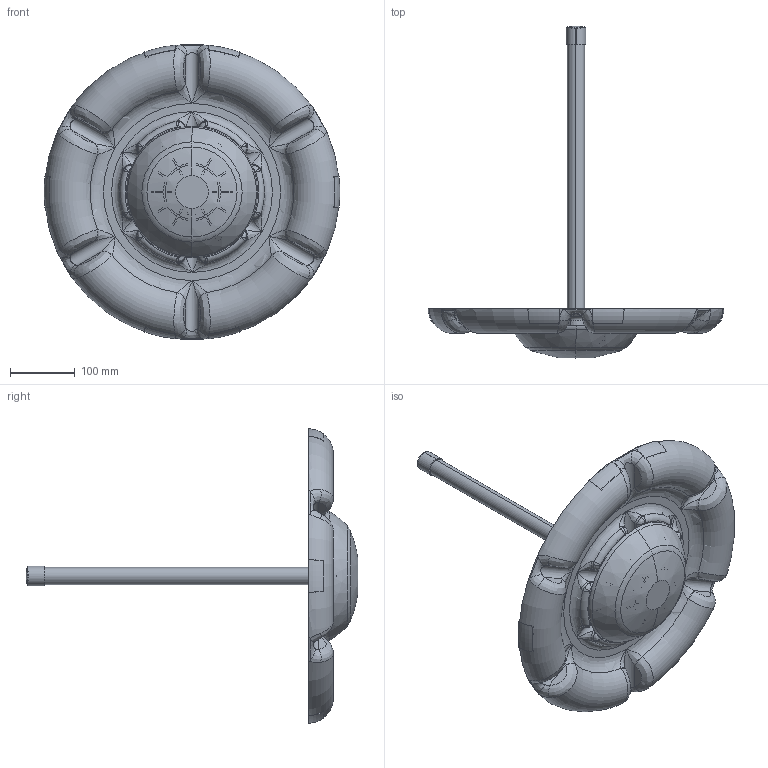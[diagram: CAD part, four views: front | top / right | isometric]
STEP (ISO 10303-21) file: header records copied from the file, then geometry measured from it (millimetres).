
FILE_DESCRIPTION (( 'STEP AP214' ), '1' );
FILE_NAME ('am-4507 Shared Shipping Hub.STEP', '2021-09-03T12:17:50', ( '' ), ( '' ), 'SwSTEP 2.0', 'SolidWorks 2021', '' );
FILE_SCHEMA (( 'AUTOMOTIVE_DESIGN' ));
Length unit declared in the file: millimetre
Products named in the file (18): am-4507 Shared Shipping Hub; Shipping Hub Outer Ring Tape Right Red; Shipping Hub Outer Ring Tape Right Blue; am-4217a Shipping Hub Molded Base; Shipping Hub Outer Ring Tape Left Blue; Shipping Hub Inner Ring Tape Left Blue; Shipping Hub Outer Edge Tape Blue; Shipping Hub Inner Ring Tape Right Red; am-4491 Lower Shipping Hub Tray; Shipping Hub Outer Ring Tape Left Red; am-4552 Shipping Hub Inner Pipe; Shipping Hub Inner Ring Tape Blue; FHTS 0.25-20-0.75_FHTS 0.25-20-G-0.75-C; Shipping Hub Inner Ring Tape Left Red; Shipping Hub Inner Ring Tape Right Blue; Shipping Hub Inner Ring Tape Red; Shipping Hub Outer Edge Tape Red; am-4297_Black Rubber Cap
Assembly tree (26 placements, depth 2):
  am-4507 Shared Shipping Hub
    am-4491 Lower Shipping Hub Tray
    am-4552 Shipping Hub Inner Pipe
    am-4297_Black Rubber Cap
    FHTS 0.25-20-0.75_FHTS 0.25-20-G-0.75-C  x4
    am-4217a Shipping Hub Molded Base
    Shipping Hub Outer Ring Tape Left Red
    Shipping Hub Inner Ring Tape Red  x2
    Shipping Hub Inner Ring Tape Right Red
    Shipping Hub Inner Ring Tape Left Red
    Shipping Hub Outer Edge Tape Red  x3
    Shipping Hub Outer Ring Tape Right Red
    Shipping Hub Inner Ring Tape Right Blue
    Shipping Hub Inner Ring Tape Left Blue
    Shipping Hub Inner Ring Tape Blue  x2
    Shipping Hub Outer Ring Tape Right Blue
    Shipping Hub Outer Edge Tape Blue  x3
    Shipping Hub Outer Ring Tape Left Blue
Bounding box: 457.4 x 513.81 x 455.2 mm (x, y, z)
Volume: 866349.9 mm3; surface area: 777022.6 mm2
Topology: 26 solids, 32 shells, 1487 faces, 3741 edges, 2269 vertices
Faces by surface type: bspline 477, plane 438, cylinder 347, torus 118, sphere 61, cone 46
Entity records: 65005 total; most frequent: CARTESIAN_POINT 37142, ORIENTED_EDGE 6354, DIRECTION 4757, EDGE_CURVE 3177, VERTEX_POINT 1969, AXIS2_PLACEMENT_3D 1910, EDGE_LOOP 1346, ADVANCED_FACE 1294
